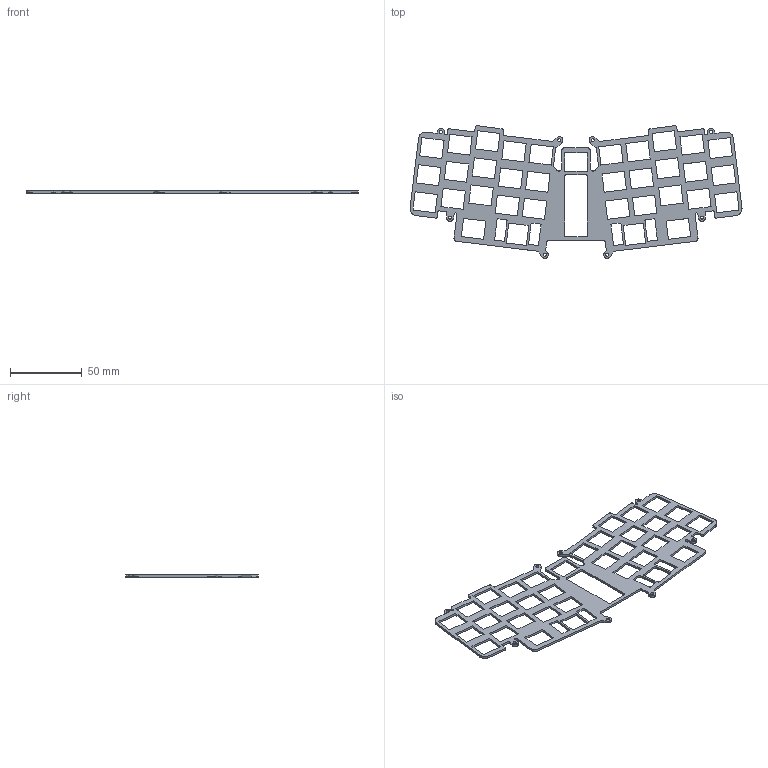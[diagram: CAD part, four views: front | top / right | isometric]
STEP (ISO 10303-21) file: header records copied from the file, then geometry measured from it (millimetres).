
FILE_DESCRIPTION(('KiCad electronic assembly'),'2;1');
FILE_NAME('plate_alps_mx-3D.step','2023-09-08T19:01:33',('Pcbnew'),( 'Kicad'),'Open CASCADE STEP processor 7.6','KiCad to STEP converter' ,'Unknown');
FILE_SCHEMA(('AUTOMOTIVE_DESIGN { 1 0 10303 214 1 1 1 1 }'));
Length unit declared in the file: millimetre
Products named in the file (2): plate_alps_mx-3D 1; plate_alps_mx PCB
Assembly tree (1 placements, depth 2):
  plate_alps_mx-3D 1
    plate_alps_mx PCB
Bounding box: 231.63 x 92.48 x 1.59 mm (x, y, z)
Volume: 12693.4 mm3; surface area: 20934.3 mm2
Topology: 1 solids, 1 shells, 1008 faces, 3018 edges, 2012 vertices
Faces by surface type: plane 1000, cylinder 8
Full cylindrical faces by diameter (mm): 2.1 x8
Entity records: 72759 total; most frequent: CARTESIAN_POINT 12172, DIRECTION 11074, LINE 9022, VECTOR 9022, ORIENTED_EDGE 6036, PCURVE 6036, DEFINITIONAL_REPRESENTATION 6036, EDGE_CURVE 3018
